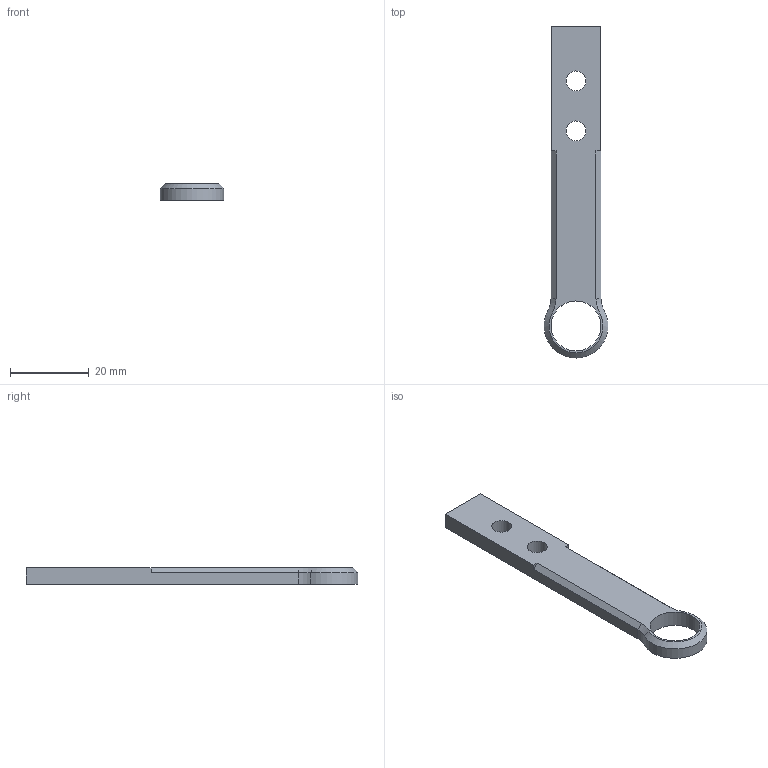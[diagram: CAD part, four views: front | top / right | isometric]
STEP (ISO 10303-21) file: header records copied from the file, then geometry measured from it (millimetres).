
FILE_DESCRIPTION(/* description */ (''),/* implementation_level */ '2;1');
FILE_NAME(/* name */ 'CutterMounts.UCF_CutterMount.CutterMount.step',/* time_stamp */ '2020-09-18T14:06:22-07:00',/* author */ (''),/* organization */ (''),/* preprocessor_version */ 'ST-DEVELOPER v18.1',/* originating_system */ 'Autodesk Translation Framework v9.3.0.1241',/* authorisation */ '');
FILE_SCHEMA (('AUTOMOTIVE_DESIGN { 1 0 10303 214 3 1 1 }'));
Length unit declared in the file: inch
Products named in the file (1): CutterMount
Bounding box: 16.25 x 84.33 x 4.18 mm (x, y, z)
Volume: 3740.6 mm3; surface area: 2848.5 mm2
Topology: 1 solids, 1 shells, 18 faces, 44 edges, 28 vertices
Faces by surface type: plane 9, cylinder 6, cone 3
Full cylindrical faces by diameter (mm): 5.08 x2, 12.7 x1
Entity records: 578 total; most frequent: DIRECTION 97, CARTESIAN_POINT 91, ORIENTED_EDGE 88, EDGE_CURVE 44, AXIS2_PLACEMENT_3D 34, LINE 29, VECTOR 29, VERTEX_POINT 28
